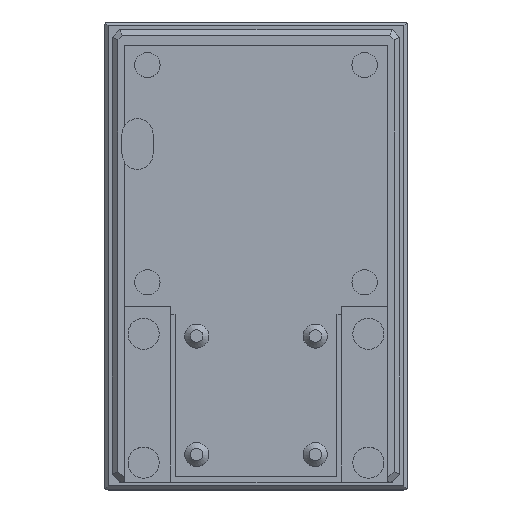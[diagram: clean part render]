
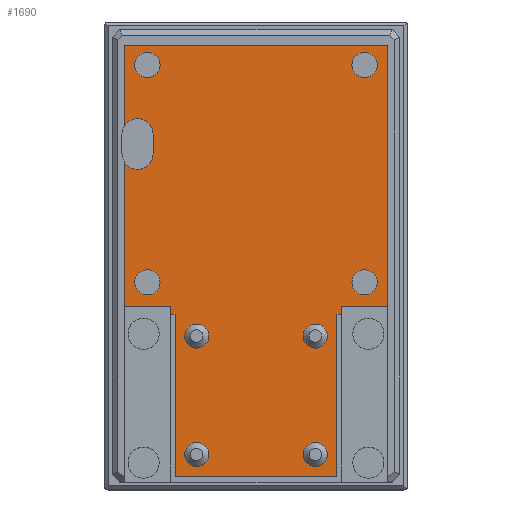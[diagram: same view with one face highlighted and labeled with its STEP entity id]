
A CAD part, top view. The second image highlights one B-rep face of the part: STEP entity #1690.
In plain terms, the highlighted planar face has unit normal (0, 0, 1).
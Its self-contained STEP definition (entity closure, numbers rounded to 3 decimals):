
#27=FACE_BOUND('',#229,.T.);
#28=FACE_BOUND('',#230,.T.);
#29=FACE_BOUND('',#231,.T.);
#30=FACE_BOUND('',#232,.T.);
#31=FACE_BOUND('',#233,.T.);
#32=FACE_BOUND('',#234,.T.);
#33=FACE_BOUND('',#235,.T.);
#34=FACE_BOUND('',#236,.T.);
#45=CIRCLE('',#1801,2.);
#50=CIRCLE('',#1812,2.);
#51=CIRCLE('',#1813,1.55);
#52=CIRCLE('',#1814,1.55);
#53=CIRCLE('',#1815,1.55);
#54=CIRCLE('',#1816,1.55);
#55=CIRCLE('',#1817,1.625);
#56=CIRCLE('',#1818,1.625);
#57=CIRCLE('',#1819,1.625);
#58=CIRCLE('',#1820,1.625);
#126=FACE_OUTER_BOUND('',#228,.T.);
#228=EDGE_LOOP('',(#1170,#1171,#1172,#1173,#1174,#1175,#1176,#1177,#1178,
#1179,#1180,#1181,#1182,#1183,#1184,#1185,#1186,#1187));
#229=EDGE_LOOP('',(#1188));
#230=EDGE_LOOP('',(#1189));
#231=EDGE_LOOP('',(#1190));
#232=EDGE_LOOP('',(#1191));
#233=EDGE_LOOP('',(#1192));
#234=EDGE_LOOP('',(#1193));
#235=EDGE_LOOP('',(#1194));
#236=EDGE_LOOP('',(#1195));
#341=LINE('',#2475,#527);
#346=LINE('',#2484,#532);
#351=LINE('',#2504,#537);
#369=LINE('',#2542,#555);
#371=LINE('',#2546,#557);
#381=LINE('',#2566,#567);
#382=LINE('',#2567,#568);
#383=LINE('',#2570,#569);
#384=LINE('',#2572,#570);
#385=LINE('',#2574,#571);
#386=LINE('',#2576,#572);
#387=LINE('',#2578,#573);
#388=LINE('',#2580,#574);
#389=LINE('',#2582,#575);
#390=LINE('',#2584,#576);
#391=LINE('',#2585,#577);
#527=VECTOR('',#1964,10.);
#532=VECTOR('',#1971,10.);
#537=VECTOR('',#1988,10.);
#555=VECTOR('',#2012,10.);
#557=VECTOR('',#2016,10.);
#567=VECTOR('',#2030,10.);
#568=VECTOR('',#2031,10.);
#569=VECTOR('',#2034,10.);
#570=VECTOR('',#2035,10.);
#571=VECTOR('',#2036,10.);
#572=VECTOR('',#2037,10.);
#573=VECTOR('',#2038,10.);
#574=VECTOR('',#2039,10.);
#575=VECTOR('',#2040,10.);
#576=VECTOR('',#2041,10.);
#577=VECTOR('',#2042,10.);
#712=VERTEX_POINT('',#2471);
#714=VERTEX_POINT('',#2474);
#717=VERTEX_POINT('',#2481);
#719=VERTEX_POINT('',#2487);
#720=VERTEX_POINT('',#2489);
#726=VERTEX_POINT('',#2503);
#742=VERTEX_POINT('',#2539);
#743=VERTEX_POINT('',#2541);
#744=VERTEX_POINT('',#2545);
#752=VERTEX_POINT('',#2565);
#753=VERTEX_POINT('',#2568);
#754=VERTEX_POINT('',#2571);
#755=VERTEX_POINT('',#2573);
#756=VERTEX_POINT('',#2575);
#757=VERTEX_POINT('',#2577);
#758=VERTEX_POINT('',#2579);
#759=VERTEX_POINT('',#2581);
#760=VERTEX_POINT('',#2583);
#761=VERTEX_POINT('',#2586);
#762=VERTEX_POINT('',#2588);
#763=VERTEX_POINT('',#2590);
#764=VERTEX_POINT('',#2592);
#765=VERTEX_POINT('',#2594);
#766=VERTEX_POINT('',#2596);
#767=VERTEX_POINT('',#2598);
#768=VERTEX_POINT('',#2600);
#872=EDGE_CURVE('',#712,#714,#341,.T.);
#877=EDGE_CURVE('',#717,#714,#346,.T.);
#879=EDGE_CURVE('',#720,#719,#45,.T.);
#886=EDGE_CURVE('',#726,#717,#351,.T.);
#905=EDGE_CURVE('',#743,#742,#369,.T.);
#907=EDGE_CURVE('',#742,#744,#371,.T.);
#917=EDGE_CURVE('',#744,#752,#381,.T.);
#918=EDGE_CURVE('',#752,#726,#382,.T.);
#919=EDGE_CURVE('',#712,#753,#50,.T.);
#920=EDGE_CURVE('',#753,#720,#383,.T.);
#921=EDGE_CURVE('',#719,#754,#384,.T.);
#922=EDGE_CURVE('',#754,#755,#385,.T.);
#923=EDGE_CURVE('',#755,#756,#386,.T.);
#924=EDGE_CURVE('',#756,#757,#387,.T.);
#925=EDGE_CURVE('',#757,#758,#388,.T.);
#926=EDGE_CURVE('',#758,#759,#389,.T.);
#927=EDGE_CURVE('',#759,#760,#390,.T.);
#928=EDGE_CURVE('',#760,#743,#391,.T.);
#929=EDGE_CURVE('',#761,#761,#51,.T.);
#930=EDGE_CURVE('',#762,#762,#52,.T.);
#931=EDGE_CURVE('',#763,#763,#53,.T.);
#932=EDGE_CURVE('',#764,#764,#54,.T.);
#933=EDGE_CURVE('',#765,#765,#55,.T.);
#934=EDGE_CURVE('',#766,#766,#56,.T.);
#935=EDGE_CURVE('',#767,#767,#57,.T.);
#936=EDGE_CURVE('',#768,#768,#58,.T.);
#1170=ORIENTED_EDGE('',*,*,#907,.T.);
#1171=ORIENTED_EDGE('',*,*,#917,.T.);
#1172=ORIENTED_EDGE('',*,*,#918,.T.);
#1173=ORIENTED_EDGE('',*,*,#886,.T.);
#1174=ORIENTED_EDGE('',*,*,#877,.T.);
#1175=ORIENTED_EDGE('',*,*,#872,.F.);
#1176=ORIENTED_EDGE('',*,*,#919,.T.);
#1177=ORIENTED_EDGE('',*,*,#920,.T.);
#1178=ORIENTED_EDGE('',*,*,#879,.T.);
#1179=ORIENTED_EDGE('',*,*,#921,.T.);
#1180=ORIENTED_EDGE('',*,*,#922,.T.);
#1181=ORIENTED_EDGE('',*,*,#923,.T.);
#1182=ORIENTED_EDGE('',*,*,#924,.T.);
#1183=ORIENTED_EDGE('',*,*,#925,.T.);
#1184=ORIENTED_EDGE('',*,*,#926,.T.);
#1185=ORIENTED_EDGE('',*,*,#927,.T.);
#1186=ORIENTED_EDGE('',*,*,#928,.T.);
#1187=ORIENTED_EDGE('',*,*,#905,.T.);
#1188=ORIENTED_EDGE('',*,*,#929,.T.);
#1189=ORIENTED_EDGE('',*,*,#930,.T.);
#1190=ORIENTED_EDGE('',*,*,#931,.T.);
#1191=ORIENTED_EDGE('',*,*,#932,.T.);
#1192=ORIENTED_EDGE('',*,*,#933,.T.);
#1193=ORIENTED_EDGE('',*,*,#934,.T.);
#1194=ORIENTED_EDGE('',*,*,#935,.T.);
#1195=ORIENTED_EDGE('',*,*,#936,.T.);
#1613=PLANE('',#1811);
#1690=ADVANCED_FACE('',(#126,#27,#28,#29,#30,#31,#32,#33,#34),#1613,.F.);
#1801=AXIS2_PLACEMENT_3D('',#2490,#1975,#1976);
#1811=AXIS2_PLACEMENT_3D('',#2564,#2028,#2029);
#1812=AXIS2_PLACEMENT_3D('',#2569,#2032,#2033);
#1813=AXIS2_PLACEMENT_3D('',#2587,#2043,#2044);
#1814=AXIS2_PLACEMENT_3D('',#2589,#2045,#2046);
#1815=AXIS2_PLACEMENT_3D('',#2591,#2047,#2048);
#1816=AXIS2_PLACEMENT_3D('',#2593,#2049,#2050);
#1817=AXIS2_PLACEMENT_3D('',#2595,#2051,#2052);
#1818=AXIS2_PLACEMENT_3D('',#2597,#2053,#2054);
#1819=AXIS2_PLACEMENT_3D('',#2599,#2055,#2056);
#1820=AXIS2_PLACEMENT_3D('',#2601,#2057,#2058);
#1964=DIRECTION('',(0.,1.,0.));
#1971=DIRECTION('',(-1.,0.,0.));
#1975=DIRECTION('center_axis',(0.,0.,-1.));
#1976=DIRECTION('ref_axis',(1.,0.,0.));
#1988=DIRECTION('',(0.,-1.,0.));
#2012=DIRECTION('',(0.,1.,0.));
#2016=DIRECTION('',(1.,0.,0.));
#2028=DIRECTION('center_axis',(0.,0.,-1.));
#2029=DIRECTION('ref_axis',(1.,0.,0.));
#2030=DIRECTION('',(0.,1.,0.));
#2031=DIRECTION('',(-1.,0.,0.));
#2032=DIRECTION('center_axis',(0.,0.,-1.));
#2033=DIRECTION('ref_axis',(1.,0.,0.));
#2034=DIRECTION('',(0.,-1.,0.));
#2035=DIRECTION('',(0.,-1.,0.));
#2036=DIRECTION('',(1.,0.,0.));
#2037=DIRECTION('',(0.,-1.,0.));
#2038=DIRECTION('',(1.,0.,0.));
#2039=DIRECTION('',(0.,-1.,0.));
#2040=DIRECTION('',(1.,0.,0.));
#2041=DIRECTION('',(0.,1.,0.));
#2042=DIRECTION('',(1.,0.,0.));
#2043=DIRECTION('center_axis',(0.,0.,-1.));
#2044=DIRECTION('ref_axis',(-1.,0.,0.));
#2045=DIRECTION('center_axis',(0.,0.,-1.));
#2046=DIRECTION('ref_axis',(-1.,0.,0.));
#2047=DIRECTION('center_axis',(0.,0.,-1.));
#2048=DIRECTION('ref_axis',(-1.,0.,0.));
#2049=DIRECTION('center_axis',(0.,0.,-1.));
#2050=DIRECTION('ref_axis',(-1.,0.,0.));
#2051=DIRECTION('center_axis',(0.,0.,-1.));
#2052=DIRECTION('ref_axis',(1.,0.,0.));
#2053=DIRECTION('center_axis',(0.,0.,-1.));
#2054=DIRECTION('ref_axis',(1.,0.,0.));
#2055=DIRECTION('center_axis',(0.,0.,-1.));
#2056=DIRECTION('ref_axis',(1.,0.,0.));
#2057=DIRECTION('center_axis',(0.,0.,-1.));
#2058=DIRECTION('ref_axis',(1.,0.,0.));
#2471=CARTESIAN_POINT('',(-0.45,22.611,-1.605));
#2474=CARTESIAN_POINT('',(-0.45,33.02,-1.605));
#2475=CARTESIAN_POINT('',(-0.45,17.505,-1.605));
#2481=CARTESIAN_POINT('',(0.,33.02,-1.605));
#2484=CARTESIAN_POINT('',(0.,33.02,-1.605));
#2487=CARTESIAN_POINT('',(-0.45,18.029,-1.605));
#2489=CARTESIAN_POINT('',(3.27,19.05,-1.605));
#2490=CARTESIAN_POINT('Origin',(1.27,19.05,-1.605));
#2503=CARTESIAN_POINT('',(0.,33.02,-1.605));
#2504=CARTESIAN_POINT('',(0.,7.443,-1.605));
#2539=CARTESIAN_POINT('',(27.47,-0.59,-1.605));
#2541=CARTESIAN_POINT('',(27.47,-1.59,-1.605));
#2542=CARTESIAN_POINT('',(27.47,-4.42,-1.605));
#2545=CARTESIAN_POINT('',(33.47,-0.59,-1.605));
#2546=CARTESIAN_POINT('',(24.99,-0.59,-1.605));
#2564=CARTESIAN_POINT('Origin',(16.51,-8.25,-1.605));
#2565=CARTESIAN_POINT('',(33.47,33.02,-1.605));
#2566=CARTESIAN_POINT('',(33.47,12.385,-1.605));
#2567=CARTESIAN_POINT('',(8.255,33.02,-1.605));
#2568=CARTESIAN_POINT('',(3.27,21.59,-1.605));
#2569=CARTESIAN_POINT('Origin',(1.27,21.59,-1.605));
#2570=CARTESIAN_POINT('',(3.27,6.67,-1.605));
#2571=CARTESIAN_POINT('',(-0.45,-0.59,-1.605));
#2572=CARTESIAN_POINT('',(-0.45,-4.92,-1.605));
#2573=CARTESIAN_POINT('',(5.55,-0.59,-1.605));
#2574=CARTESIAN_POINT('',(11.03,-0.59,-1.605));
#2575=CARTESIAN_POINT('',(5.55,-1.59,-1.605));
#2576=CARTESIAN_POINT('',(5.55,-15.705,-1.605));
#2577=CARTESIAN_POINT('',(6.1,-1.59,-1.605));
#2578=CARTESIAN_POINT('',(11.305,-1.59,-1.605));
#2579=CARTESIAN_POINT('',(6.1,-22.41,-1.605));
#2580=CARTESIAN_POINT('',(6.1,-15.33,-1.605));
#2581=CARTESIAN_POINT('',(26.92,-22.41,-1.605));
#2582=CARTESIAN_POINT('',(21.715,-22.41,-1.605));
#2583=CARTESIAN_POINT('',(26.92,-1.59,-1.605));
#2584=CARTESIAN_POINT('',(26.92,-4.92,-1.605));
#2585=CARTESIAN_POINT('',(22.215,-1.59,-1.605));
#2586=CARTESIAN_POINT('',(25.68,-4.38,-1.605));
#2587=CARTESIAN_POINT('Origin',(24.13,-4.38,-1.605));
#2588=CARTESIAN_POINT('',(10.44,-4.38,-1.605));
#2589=CARTESIAN_POINT('Origin',(8.89,-4.38,-1.605));
#2590=CARTESIAN_POINT('',(25.68,-19.62,-1.605));
#2591=CARTESIAN_POINT('Origin',(24.13,-19.62,-1.605));
#2592=CARTESIAN_POINT('',(10.44,-19.62,-1.605));
#2593=CARTESIAN_POINT('Origin',(8.89,-19.62,-1.605));
#2594=CARTESIAN_POINT('',(28.855,2.54,-1.605));
#2595=CARTESIAN_POINT('Origin',(30.48,2.54,-1.605));
#2596=CARTESIAN_POINT('',(28.855,30.48,-1.605));
#2597=CARTESIAN_POINT('Origin',(30.48,30.48,-1.605));
#2598=CARTESIAN_POINT('',(0.915,30.48,-1.605));
#2599=CARTESIAN_POINT('Origin',(2.54,30.48,-1.605));
#2600=CARTESIAN_POINT('',(0.915,2.54,-1.605));
#2601=CARTESIAN_POINT('Origin',(2.54,2.54,-1.605));
